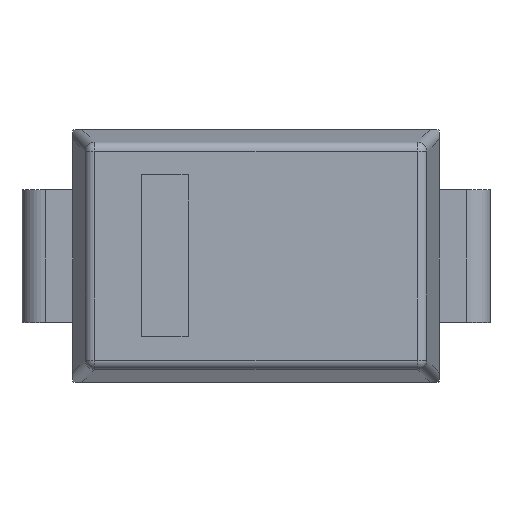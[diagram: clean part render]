
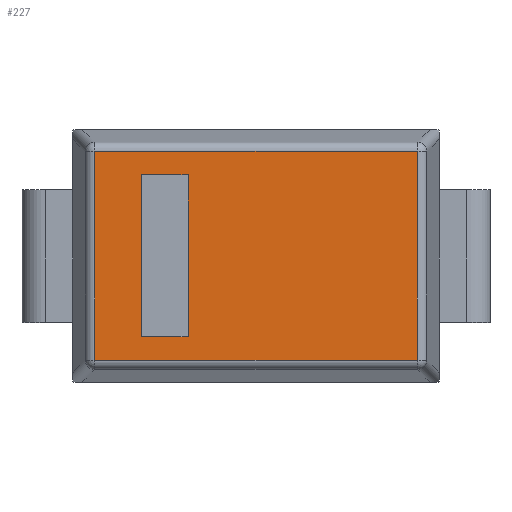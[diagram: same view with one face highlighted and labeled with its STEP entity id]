
A CAD part, top view. The second image highlights one B-rep face of the part: STEP entity #227.
In plain terms, the highlighted planar face has unit normal (0, 0, 1).
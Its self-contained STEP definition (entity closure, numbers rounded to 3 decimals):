
#227 = ADVANCED_FACE('',(#228,#262),#296,.F.);
#228 = FACE_BOUND('',#229,.T.);
#229 = EDGE_LOOP('',(#230,#240,#248,#256));
#230 = ORIENTED_EDGE('',*,*,#231,.F.);
#231 = EDGE_CURVE('',#232,#234,#236,.T.);
#232 = VERTEX_POINT('',#233);
#233 = CARTESIAN_POINT('',(-1.225,-0.865,
    2.332));
#234 = VERTEX_POINT('',#235);
#235 = CARTESIAN_POINT('',(-0.725,-0.865,
    2.332));
#236 = LINE('',#237,#238);
#237 = CARTESIAN_POINT('',(-1.225,-0.865,
    2.332));
#238 = VECTOR('',#239,1.);
#239 = DIRECTION('',(1.,0.,0.));
#240 = ORIENTED_EDGE('',*,*,#241,.F.);
#241 = EDGE_CURVE('',#242,#232,#244,.T.);
#242 = VERTEX_POINT('',#243);
#243 = CARTESIAN_POINT('',(-1.225,0.865,2.332
    ));
#244 = LINE('',#245,#246);
#245 = CARTESIAN_POINT('',(-1.225,0.865,2.332
    ));
#246 = VECTOR('',#247,1.);
#247 = DIRECTION('',(0.,-1.,0.));
#248 = ORIENTED_EDGE('',*,*,#249,.F.);
#249 = EDGE_CURVE('',#250,#242,#252,.T.);
#250 = VERTEX_POINT('',#251);
#251 = CARTESIAN_POINT('',(-0.725,0.865,2.332
    ));
#252 = LINE('',#253,#254);
#253 = CARTESIAN_POINT('',(-1.225,0.865,2.332
    ));
#254 = VECTOR('',#255,1.);
#255 = DIRECTION('',(-1.,0.,0.));
#256 = ORIENTED_EDGE('',*,*,#257,.F.);
#257 = EDGE_CURVE('',#234,#250,#258,.T.);
#258 = LINE('',#259,#260);
#259 = CARTESIAN_POINT('',(-0.725,0.865,2.332
    ));
#260 = VECTOR('',#261,1.);
#261 = DIRECTION('',(0.,1.,0.));
#262 = FACE_BOUND('',#263,.T.);
#263 = EDGE_LOOP('',(#264,#274,#282,#290));
#264 = ORIENTED_EDGE('',*,*,#265,.T.);
#265 = EDGE_CURVE('',#266,#268,#270,.T.);
#266 = VERTEX_POINT('',#267);
#267 = CARTESIAN_POINT('',(1.725,1.115,2.332)
  );
#268 = VERTEX_POINT('',#269);
#269 = CARTESIAN_POINT('',(-1.725,1.115,2.332
    ));
#270 = LINE('',#271,#272);
#271 = CARTESIAN_POINT('',(0.,1.115,
    2.332));
#272 = VECTOR('',#273,1.);
#273 = DIRECTION('',(-1.,0.,0.));
#274 = ORIENTED_EDGE('',*,*,#275,.T.);
#275 = EDGE_CURVE('',#268,#276,#278,.T.);
#276 = VERTEX_POINT('',#277);
#277 = CARTESIAN_POINT('',(-1.725,-1.115,
    2.332));
#278 = LINE('',#279,#280);
#279 = CARTESIAN_POINT('',(-1.725,-1.199,
    2.332));
#280 = VECTOR('',#281,1.);
#281 = DIRECTION('',(0.,-1.,0.));
#282 = ORIENTED_EDGE('',*,*,#283,.T.);
#283 = EDGE_CURVE('',#276,#284,#286,.T.);
#284 = VERTEX_POINT('',#285);
#285 = CARTESIAN_POINT('',(1.725,-1.115,2.332
    ));
#286 = LINE('',#287,#288);
#287 = CARTESIAN_POINT('',(1.809,-1.115,2.332
    ));
#288 = VECTOR('',#289,1.);
#289 = DIRECTION('',(1.,0.,0.));
#290 = ORIENTED_EDGE('',*,*,#291,.T.);
#291 = EDGE_CURVE('',#284,#266,#292,.T.);
#292 = LINE('',#293,#294);
#293 = CARTESIAN_POINT('',(1.725,-1.35,2.332));
#294 = VECTOR('',#295,1.);
#295 = DIRECTION('',(0.,1.,0.));
#296 = PLANE('',#297);
#297 = AXIS2_PLACEMENT_3D('',#298,#299,#300);
#298 = CARTESIAN_POINT('',(0.,-1.35,2.332));
#299 = DIRECTION('',(0.,0.,-1.));
#300 = DIRECTION('',(1.,0.,0.));
